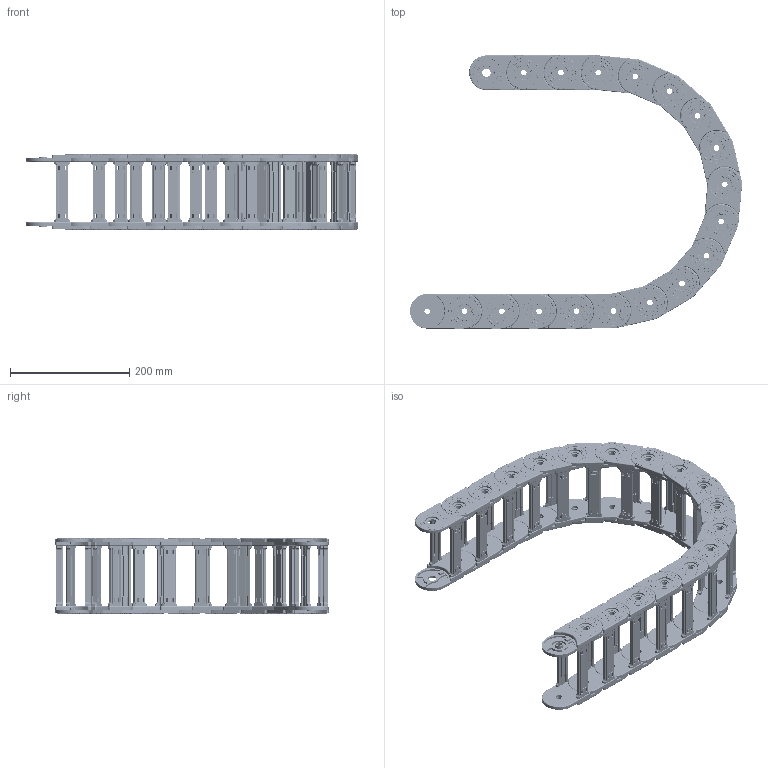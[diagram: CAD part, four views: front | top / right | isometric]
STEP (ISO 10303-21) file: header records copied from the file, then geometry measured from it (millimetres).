
FILE_DESCRIPTION (( 'STEP AP214' ), '1' );
FILE_NAME ('CK42-A100-R200.STEP', '2019-09-10T07:19:54', ( '' ), ( '' ), 'SwSTEP 2.0', 'SolidWorks 2017', '' );
FILE_SCHEMA (( 'AUTOMOTIVE_DESIGN' ));
Length unit declared in the file: millimetre
Products named in the file (2): CK42-A100; CK42-A100-R200
Assembly tree (18 placements, depth 2):
  CK42-A100-R200
    CK42-A100  x18
Bounding box: 556.77 x 458 x 125.8 mm (x, y, z)
Volume: 1513786.2 mm3; surface area: 999100 mm2
Topology: 72 solids, 72 shells, 13716 faces, 34884 edges, 21528 vertices
Faces by surface type: cylinder 6048, plane 4824, bspline 1692, torus 720, sphere 432
Entity records: 37780 total; most frequent: CARTESIAN_POINT 20866, ORIENTED_EDGE 3820, DIRECTION 2938, EDGE_CURVE 1910, VERTEX_POINT 1196, AXIS2_PLACEMENT_3D 993, VECTOR 952, LINE 952
